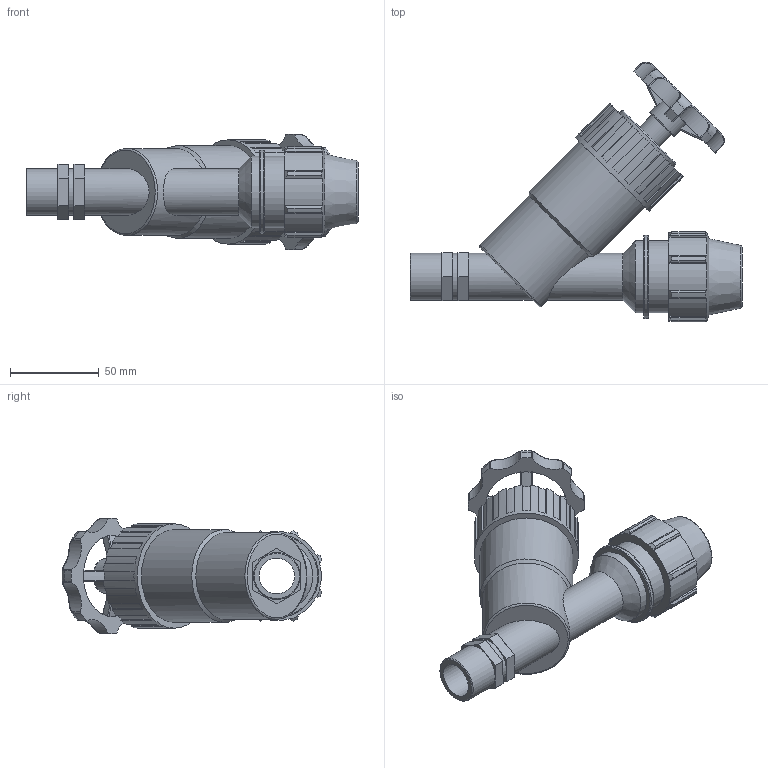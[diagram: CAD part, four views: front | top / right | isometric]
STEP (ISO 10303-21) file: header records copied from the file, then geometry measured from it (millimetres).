
FILE_DESCRIPTION(/* description */ ('PLASSON ANGLE SEAT VALVE 25-3/4"'),/* implementation_level */ '2;1');
FILE_NAME(/* name */ '03048257_030482570A.ipt.stp',/* time_stamp */ '2017-06-19T12:10:55+03:00',/* author */ ('KIM'),/* organization */ (''),/* preprocessor_version */ 'ST-DEVELOPER v15.6',/* originating_system */ 'Autodesk Inventor 2015',/* authorisation */ '');
FILE_SCHEMA (('AUTOMOTIVE_DESIGN { 1 0 10303 214 3 1 1 }'));
Length unit declared in the file: millimetre
Products named in the file (1): 03048257_030482570A
Bounding box: 187 x 146.38 x 65.31 mm (x, y, z)
Volume: 337758.4 mm3; surface area: 64142.8 mm2
Topology: 1 solids, 1 shells, 272 faces, 737 edges, 477 vertices
Faces by surface type: plane 130, cylinder 87, bspline 24, cone 23, torus 8
Full cylindrical faces by diameter (mm): 15.682 x1, 19.602 x1, 20 x1, 25 x1, 26.441 x4, 40.5 x2, 43.124 x1, 46.98 x1, 49.005 x1, 52.272 x1, 58.806 x1
Entity records: 9927 total; most frequent: CARTESIAN_POINT 3338, ORIENTED_EDGE 1394, DIRECTION 1320, EDGE_CURVE 697, AXIS2_PLACEMENT_3D 490, VERTEX_POINT 467, LINE 340, VECTOR 340
